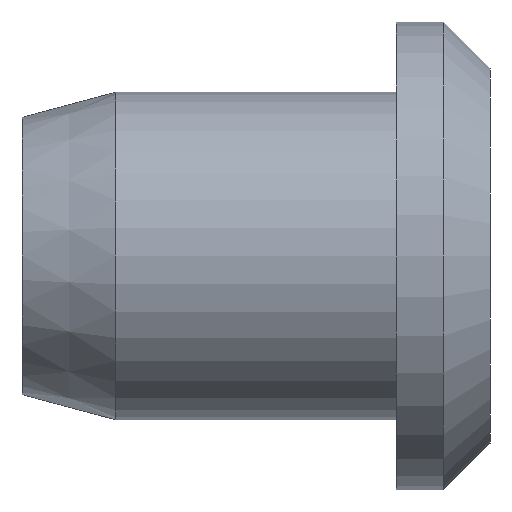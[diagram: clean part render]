
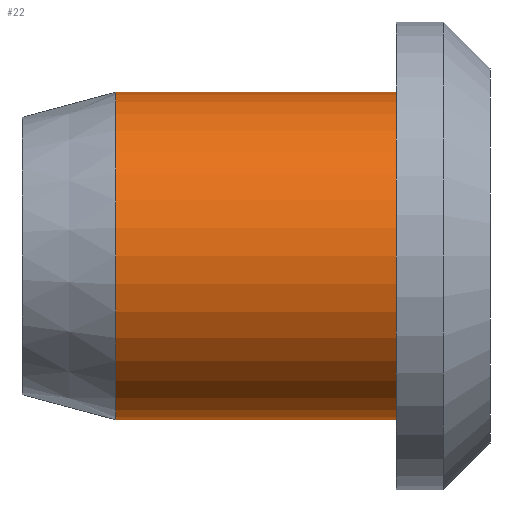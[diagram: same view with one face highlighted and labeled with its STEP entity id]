
A CAD part, front view. The second image highlights one B-rep face of the part: STEP entity #22.
In plain terms, the highlighted cylindrical face has radius 1.75 mm (diameter 3.5 mm), a partial arc.
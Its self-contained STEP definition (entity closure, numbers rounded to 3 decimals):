
#15 = ORIENTED_EDGE ( 'NONE', *, *, #60, .F. ) ;
#21 = DIRECTION ( 'NONE',  ( 1., 0., 0. ) ) ;
#22 = ADVANCED_FACE ( 'NONE', ( #38 ), #72, .T. ) ;
#27 = CIRCLE ( 'NONE', #141, 1.75 ) ;
#34 = ORIENTED_EDGE ( 'NONE', *, *, #125, .T. ) ;
#38 = FACE_OUTER_BOUND ( 'NONE', #218, .T. ) ;
#44 = VECTOR ( 'NONE', #80, 1000. ) ;
#46 = VECTOR ( 'NONE', #114, 1000. ) ;
#55 = DIRECTION ( 'NONE',  ( 0., 0., 1. ) ) ;
#60 = EDGE_CURVE ( 'NONE', #269, #122, #27, .T. ) ;
#67 = ORIENTED_EDGE ( 'NONE', *, *, #301, .T. ) ;
#72 = CYLINDRICAL_SURFACE ( 'NONE', #311, 1.75 ) ;
#74 = ORIENTED_EDGE ( 'NONE', *, *, #145, .F. ) ;
#79 = CARTESIAN_POINT ( 'NONE',  ( 1., 0., 0. ) ) ;
#80 = DIRECTION ( 'NONE',  ( 1., 0., 0. ) ) ;
#104 = DIRECTION ( 'NONE',  ( 1., 0., 0. ) ) ;
#114 = DIRECTION ( 'NONE',  ( 1., 0., 0. ) ) ;
#118 = VERTEX_POINT ( 'NONE', #155 ) ;
#122 = VERTEX_POINT ( 'NONE', #318 ) ;
#125 = EDGE_CURVE ( 'NONE', #118, #188, #132, .T. ) ;
#130 = CARTESIAN_POINT ( 'NONE',  ( 0., 0., 0. ) ) ;
#132 = CIRCLE ( 'NONE', #170, 1.75 ) ;
#141 = AXIS2_PLACEMENT_3D ( 'NONE', #314, #104, #255 ) ;
#145 = EDGE_CURVE ( 'NONE', #118, #269, #157, .T. ) ;
#146 = DIRECTION ( 'NONE',  ( 1., 0., 0. ) ) ;
#155 = CARTESIAN_POINT ( 'NONE',  ( 1., 0., 1.75 ) ) ;
#157 = LINE ( 'NONE', #203, #44 ) ;
#170 = AXIS2_PLACEMENT_3D ( 'NONE', #79, #21, #55 ) ;
#181 = CARTESIAN_POINT ( 'NONE',  ( 1., 0., -1.75 ) ) ;
#188 = VERTEX_POINT ( 'NONE', #181 ) ;
#203 = CARTESIAN_POINT ( 'NONE',  ( 0., 0., 1.75 ) ) ;
#218 = EDGE_LOOP ( 'NONE', ( #74, #34, #67, #15 ) ) ;
#233 = CARTESIAN_POINT ( 'NONE',  ( 0., 0., -1.75 ) ) ;
#255 = DIRECTION ( 'NONE',  ( 0., 0., -1. ) ) ;
#258 = CARTESIAN_POINT ( 'NONE',  ( 4., 0., 1.75 ) ) ;
#269 = VERTEX_POINT ( 'NONE', #258 ) ;
#300 = LINE ( 'NONE', #233, #46 ) ;
#301 = EDGE_CURVE ( 'NONE', #188, #122, #300, .T. ) ;
#310 = DIRECTION ( 'NONE',  ( 0., 0., -1. ) ) ;
#311 = AXIS2_PLACEMENT_3D ( 'NONE', #130, #146, #310 ) ;
#314 = CARTESIAN_POINT ( 'NONE',  ( 4., 0., 0. ) ) ;
#318 = CARTESIAN_POINT ( 'NONE',  ( 4., 0., -1.75 ) ) ;
